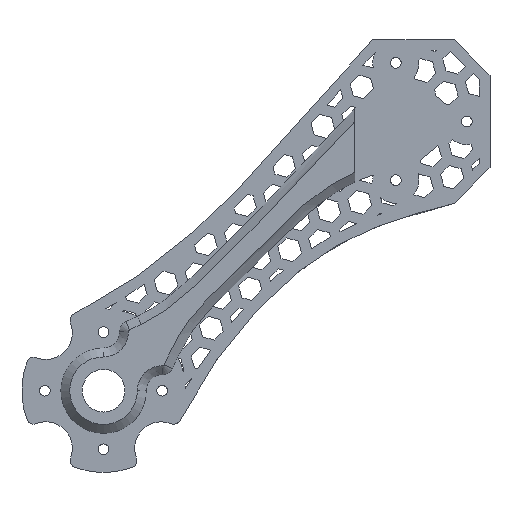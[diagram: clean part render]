
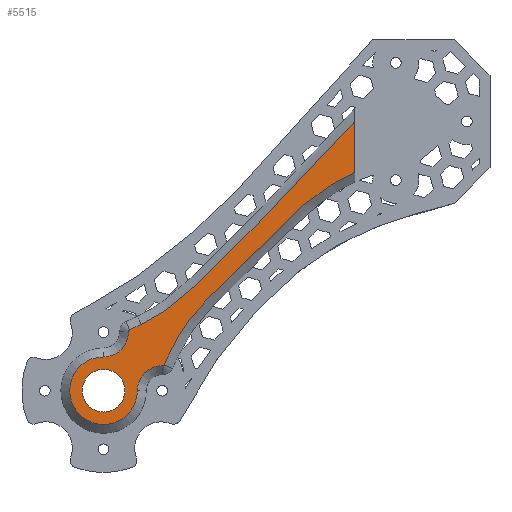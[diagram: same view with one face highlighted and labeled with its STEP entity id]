
A CAD part, front view. The second image highlights one B-rep face of the part: STEP entity #5515.
In plain terms, the highlighted planar face has unit normal (0, -1, 0).
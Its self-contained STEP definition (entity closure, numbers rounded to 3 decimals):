
#22=FACE_BOUND('',#726,.T.);
#161=CIRCLE('',#5781,0.5);
#162=CIRCLE('',#5783,7.);
#164=CIRCLE('',#5786,9.5);
#166=CIRCLE('',#5789,7.);
#169=CIRCLE('',#5793,0.5);
#175=CIRCLE('',#5809,6.);
#239=PLANE('',#5808);
#457=FACE_OUTER_BOUND('',#725,.T.);
#725=EDGE_LOOP('',(#3957,#3958,#3959,#3960,#3961,#3962,#3963,#3964,#3965,
#3966));
#726=EDGE_LOOP('',(#3967));
#1075=LINE('',#7439,#1721);
#1083=LINE('',#7475,#1729);
#1098=LINE('',#7884,#1744);
#1721=VECTOR('',#6094,10.);
#1729=VECTOR('',#6134,10.);
#1744=VECTOR('',#6175,10.);
#2367=B_SPLINE_CURVE_WITH_KNOTS('',3,(#7425,#7426,#7427,#7428,#7429,#7430,
#7431,#7432,#7433,#7434),.UNSPECIFIED.,.F.,.F.,(4,1,1,1,1,1,1,4),(0.,
0.127,0.255,0.382,0.51,
0.637,0.765,0.86),.UNSPECIFIED.);
#2369=B_SPLINE_CURVE_WITH_KNOTS('',3,(#7541,#7542,#7543,#7544,#7545,#7546,
#7547,#7548,#7549,#7550,#7551,#7552,#7553),.UNSPECIFIED.,.F.,.F.,(4,1,1,
1,1,1,1,1,1,1,4),(0.092,0.222,0.351,
0.416,0.481,0.513,0.611,
0.676,0.87,0.935,1.),.UNSPECIFIED.);
#2465=VERTEX_POINT('',#7397);
#2468=VERTEX_POINT('',#7423);
#2470=VERTEX_POINT('',#7437);
#2472=VERTEX_POINT('',#7444);
#2474=VERTEX_POINT('',#7449);
#2476=VERTEX_POINT('',#7455);
#2478=VERTEX_POINT('',#7461);
#2480=VERTEX_POINT('',#7468);
#2482=VERTEX_POINT('',#7473);
#2484=VERTEX_POINT('',#7530);
#2542=VERTEX_POINT('',#8114);
#3013=EDGE_CURVE('',#2468,#2465,#2367,.T.);
#3015=EDGE_CURVE('',#2470,#2468,#1075,.T.);
#3019=EDGE_CURVE('',#2472,#2470,#161,.T.);
#3021=EDGE_CURVE('',#2474,#2472,#162,.T.);
#3024=EDGE_CURVE('',#2476,#2474,#164,.T.);
#3027=EDGE_CURVE('',#2478,#2476,#166,.T.);
#3031=EDGE_CURVE('',#2480,#2478,#169,.T.);
#3033=EDGE_CURVE('',#2482,#2480,#1083,.T.);
#3036=EDGE_CURVE('',#2484,#2482,#2369,.T.);
#3081=EDGE_CURVE('',#2484,#2465,#1098,.T.);
#3106=EDGE_CURVE('',#2542,#2542,#175,.T.);
#3957=ORIENTED_EDGE('',*,*,#3036,.F.);
#3958=ORIENTED_EDGE('',*,*,#3081,.T.);
#3959=ORIENTED_EDGE('',*,*,#3013,.F.);
#3960=ORIENTED_EDGE('',*,*,#3015,.F.);
#3961=ORIENTED_EDGE('',*,*,#3019,.F.);
#3962=ORIENTED_EDGE('',*,*,#3021,.F.);
#3963=ORIENTED_EDGE('',*,*,#3024,.F.);
#3964=ORIENTED_EDGE('',*,*,#3027,.F.);
#3965=ORIENTED_EDGE('',*,*,#3031,.F.);
#3966=ORIENTED_EDGE('',*,*,#3033,.F.);
#3967=ORIENTED_EDGE('',*,*,#3106,.T.);
#5515=ADVANCED_FACE('',(#457,#22),#239,.T.);
#5781=AXIS2_PLACEMENT_3D('',#7446,#6101,#6102);
#5783=AXIS2_PLACEMENT_3D('',#7451,#6106,#6107);
#5786=AXIS2_PLACEMENT_3D('',#7457,#6113,#6114);
#5789=AXIS2_PLACEMENT_3D('',#7463,#6120,#6121);
#5793=AXIS2_PLACEMENT_3D('',#7470,#6129,#6130);
#5808=AXIS2_PLACEMENT_3D('',#8113,#6177,#6178);
#5809=AXIS2_PLACEMENT_3D('',#8115,#6179,#6180);
#6094=DIRECTION('',(0.906,0.,0.423));
#6101=DIRECTION('center_axis',(0.,1.,0.));
#6102=DIRECTION('ref_axis',(-0.848,0.,0.531));
#6106=DIRECTION('center_axis',(0.,-1.,0.));
#6107=DIRECTION('ref_axis',(1.,0.,0.));
#6113=DIRECTION('center_axis',(0.,1.,0.));
#6114=DIRECTION('ref_axis',(-1.,0.,0.));
#6120=DIRECTION('center_axis',(0.,-1.,0.));
#6121=DIRECTION('ref_axis',(-1.,0.,0.));
#6129=DIRECTION('center_axis',(0.,1.,0.));
#6130=DIRECTION('ref_axis',(0.531,0.,-0.848));
#6134=DIRECTION('',(-0.423,0.,-0.906));
#6175=DIRECTION('',(0.,0.,1.));
#6177=DIRECTION('center_axis',(0.,-1.,0.));
#6178=DIRECTION('ref_axis',(1.,0.,0.));
#6179=DIRECTION('center_axis',(0.,1.,0.));
#6180=DIRECTION('ref_axis',(1.,0.,0.));
#7397=CARTESIAN_POINT('',(-54.289,-5.,-49.245));
#7423=CARTESIAN_POINT('',(-114.352,-5.,-106.361));
#7425=CARTESIAN_POINT('Ctrl Pts',(-114.352,-5.,-106.361));
#7426=CARTESIAN_POINT('Ctrl Pts',(-111.144,-5.,-104.865));
#7427=CARTESIAN_POINT('Ctrl Pts',(-104.976,-5.,-100.918));
#7428=CARTESIAN_POINT('Ctrl Pts',(-96.392,-5.,-93.052));
#7429=CARTESIAN_POINT('Ctrl Pts',(-88.,-5.,-84.441));
#7430=CARTESIAN_POINT('Ctrl Pts',(-79.294,-5.,-75.791));
#7431=CARTESIAN_POINT('Ctrl Pts',(-69.811,-5.,-66.152));
#7432=CARTESIAN_POINT('Ctrl Pts',(-61.085,-5.,-56.703));
#7433=CARTESIAN_POINT('Ctrl Pts',(-56.181,-5.,-51.31));
#7434=CARTESIAN_POINT('Ctrl Pts',(-54.29,-5.,-49.245));
#7437=CARTESIAN_POINT('',(-117.712,-5.,-107.928));
#7439=CARTESIAN_POINT('',(-103.78,-5.,-101.431));
#7444=CARTESIAN_POINT('',(-118.001,-5.,-108.389));
#7446=CARTESIAN_POINT('Origin',(-117.501,-5.,-108.381));
#7449=CARTESIAN_POINT('',(-125.,-5.,-115.5));
#7451=CARTESIAN_POINT('Origin',(-125.,-5.,-108.5));
#7455=CARTESIAN_POINT('',(-115.5,-5.,-125.));
#7457=CARTESIAN_POINT('Origin',(-125.,-5.,-125.));
#7461=CARTESIAN_POINT('',(-108.389,-5.,-118.001));
#7463=CARTESIAN_POINT('Origin',(-108.5,-5.,-125.));
#7468=CARTESIAN_POINT('',(-107.928,-5.,-117.712));
#7470=CARTESIAN_POINT('Origin',(-108.381,-5.,-117.501));
#7473=CARTESIAN_POINT('',(-106.361,-5.,-114.352));
#7475=CARTESIAN_POINT('',(-102.264,-5.,-105.566));
#7530=CARTESIAN_POINT('',(-54.289,-5.,-63.605));
#7541=CARTESIAN_POINT('Ctrl Pts',(-54.289,-5.,-63.605));
#7542=CARTESIAN_POINT('Ctrl Pts',(-56.394,-5.,-64.512));
#7543=CARTESIAN_POINT('Ctrl Pts',(-61.054,-5.,-66.807));
#7544=CARTESIAN_POINT('Ctrl Pts',(-67.967,-5.,-71.941));
#7545=CARTESIAN_POINT('Ctrl Pts',(-73.984,-5.,-77.513));
#7546=CARTESIAN_POINT('Ctrl Pts',(-77.812,-5.,-81.338));
#7547=CARTESIAN_POINT('Ctrl Pts',(-82.315,-5.,-85.893));
#7548=CARTESIAN_POINT('Ctrl Pts',(-86.611,-5.,-90.181));
#7549=CARTESIAN_POINT('Ctrl Pts',(-93.716,-5.,-97.039));
#7550=CARTESIAN_POINT('Ctrl Pts',(-99.177,-5.,-102.36));
#7551=CARTESIAN_POINT('Ctrl Pts',(-103.85,-5.,-109.369));
#7552=CARTESIAN_POINT('Ctrl Pts',(-105.549,-5.,-112.611));
#7553=CARTESIAN_POINT('Ctrl Pts',(-106.361,-5.,-114.352));
#7884=CARTESIAN_POINT('',(-54.289,-5.,-81.529));
#8113=CARTESIAN_POINT('Origin',(-95.645,-5.,-91.275));
#8114=CARTESIAN_POINT('',(-131.,-5.,-125.));
#8115=CARTESIAN_POINT('Origin',(-125.,-5.,-125.));
